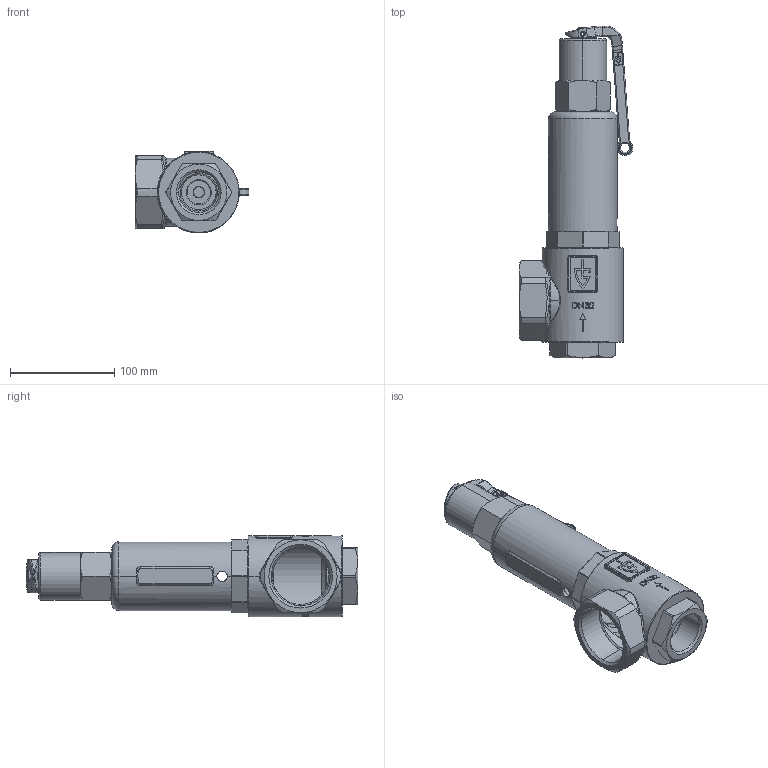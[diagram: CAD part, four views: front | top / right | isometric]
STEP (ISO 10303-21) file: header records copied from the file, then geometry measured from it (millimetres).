
FILE_DESCRIPTION (( 'STEP AP214' ), '1' );
FILE_NAME ('851 - 1 1-4 Dummy mit Hebel.STEP', '2010-07-07T08:35:08', ( '' ), ( '' ), 'SwSTEP 2.0', 'SolidWorks 2010', '' );
FILE_SCHEMA (( 'AUTOMOTIVE_DESIGN' ));
Length unit declared in the file: millimetre
Products named in the file (1): 851 - 1 1-4 Dummy mit Hebel
Bounding box: 108.98 x 318.45 x 78.5 mm (x, y, z)
Volume: 375283.4 mm3; surface area: 166466.5 mm2
Topology: 9 solids, 9 shells, 700 faces, 1751 edges, 1097 vertices
Faces by surface type: plane 244, cylinder 197, bspline 116, cone 70, torus 63, sphere 10
Entity records: 35542 total; most frequent: CARTESIAN_POINT 12010, ORIENTED_EDGE 3502, DIRECTION 3011, EDGE_CURVE 1751, AXIS2_PLACEMENT_3D 1159, VERTEX_POINT 1097, EDGE_LOOP 754, UNCERTAINTY_MEASURE_WITH_UNIT 711
